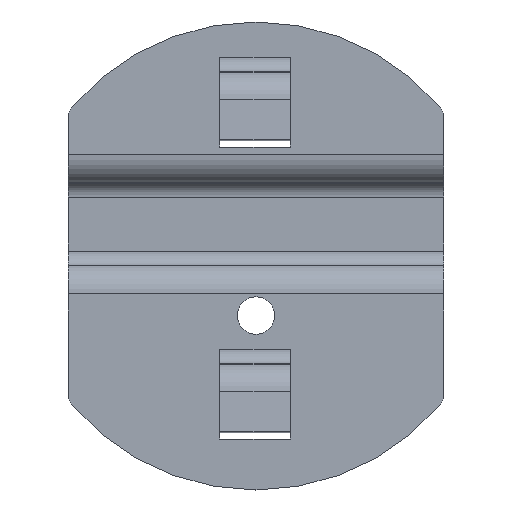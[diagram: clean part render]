
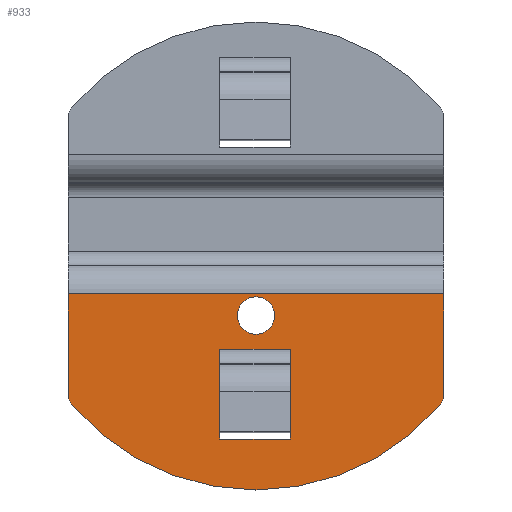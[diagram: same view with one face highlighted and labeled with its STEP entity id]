
A CAD part, front view. The second image highlights one B-rep face of the part: STEP entity #933.
In plain terms, the highlighted planar face has unit normal (0, -1, 0).
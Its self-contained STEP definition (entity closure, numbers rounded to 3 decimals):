
#239=CARTESIAN_POINT('',(-27.6,0.,-18.711));
#240=VERTEX_POINT('',#239);
#241=CARTESIAN_POINT('',(-25.1,0.,-18.711));
#242=DIRECTION('',(0.0,1.0,0.0));
#243=DIRECTION('',(1.0,0.0,0.0));
#244=AXIS2_PLACEMENT_3D('',#241,#242,#243);
#245=CIRCLE('',#244,2.5);
#246=EDGE_CURVE('',#240,#240,#245,.T.);
#503=CARTESIAN_POINT('',(-20.532,0.,-26.651));
#504=VERTEX_POINT('',#503);
#522=CARTESIAN_POINT('',(-20.532,0.,-35.199));
#523=VERTEX_POINT('',#522);
#530=CARTESIAN_POINT('',(-20.532,0.,-26.651));
#531=DIRECTION('',(0.0,0.0,-1.0));
#532=VECTOR('',#531,8.548);
#533=LINE('',#530,#532);
#534=EDGE_CURVE('',#504,#523,#533,.T.);
#546=CARTESIAN_POINT('',(-29.932,0.,-26.651));
#547=VERTEX_POINT('',#546);
#555=CARTESIAN_POINT('',(-29.932,0.,-35.199));
#556=VERTEX_POINT('',#555);
#557=CARTESIAN_POINT('',(-29.932,0.,-35.199));
#558=DIRECTION('',(0.0,0.0,1.0));
#559=VECTOR('',#558,8.548);
#560=LINE('',#557,#559);
#561=EDGE_CURVE('',#556,#547,#560,.T.);
#593=CARTESIAN_POINT('',(-20.532,0.,-35.199));
#594=DIRECTION('',(-1.0,0.0,0.0));
#595=VECTOR('',#594,9.4);
#596=LINE('',#593,#595);
#597=EDGE_CURVE('',#523,#556,#596,.T.);
#607=CARTESIAN_POINT('',(-29.932,0.,-23.187));
#608=VERTEX_POINT('',#607);
#609=CARTESIAN_POINT('',(-29.932,0.,-23.187));
#610=DIRECTION('',(0.0,0.0,-1.0));
#611=VECTOR('',#610,3.464);
#612=LINE('',#609,#611);
#613=EDGE_CURVE('',#608,#547,#612,.T.);
#730=CARTESIAN_POINT('',(-20.532,0.,-23.187));
#731=VERTEX_POINT('',#730);
#732=CARTESIAN_POINT('',(-20.532,0.,-26.651));
#733=DIRECTION('',(0.0,0.0,1.0));
#734=VECTOR('',#733,3.464);
#735=LINE('',#732,#734);
#736=EDGE_CURVE('',#504,#731,#735,.T.);
#786=CARTESIAN_POINT('',(-29.932,0.,-23.187));
#787=DIRECTION('',(1.0,0.0,0.0));
#788=VECTOR('',#787,9.4);
#789=LINE('',#786,#788);
#790=EDGE_CURVE('',#608,#731,#789,.T.);
#864=CARTESIAN_POINT('',(-25.1,0.,-27.152));
#865=DIRECTION('',(0.0,-1.0,0.0));
#866=DIRECTION('',(1.0,0.0,0.0));
#867=AXIS2_PLACEMENT_3D('',#864,#865,#866);
#868=PLANE('',#867);
#869=CARTESIAN_POINT('',(-49.727,0.,-30.583));
#870=VERTEX_POINT('',#869);
#871=CARTESIAN_POINT('',(-50.2,0.,-29.292));
#872=VERTEX_POINT('',#871);
#873=CARTESIAN_POINT('',(-48.2,0.,-29.292));
#874=DIRECTION('',(0.,1.0,0.));
#875=DIRECTION('',(-0.939,0.,-0.344));
#876=AXIS2_PLACEMENT_3D('',#873,#874,#875);
#877=CIRCLE('',#876,2.0);
#878=EDGE_CURVE('',#870,#872,#877,.T.);
#879=ORIENTED_EDGE('',*,*,#878,.F.);
#880=CARTESIAN_POINT('',(-0.473,0.,-30.583));
#881=VERTEX_POINT('',#880);
#882=CARTESIAN_POINT('',(-25.1,0.,-9.76));
#883=DIRECTION('',(0.,-1.0,0.));
#884=DIRECTION('',(0.778,0.,-0.628));
#885=AXIS2_PLACEMENT_3D('',#882,#883,#884);
#886=CIRCLE('',#885,32.25);
#887=EDGE_CURVE('',#870,#881,#886,.T.);
#888=ORIENTED_EDGE('',*,*,#887,.T.);
#889=CARTESIAN_POINT('',(0.,0.,-29.292));
#890=VERTEX_POINT('',#889);
#891=CARTESIAN_POINT('',(-2.,0.,-29.292));
#892=DIRECTION('',(0.,1.0,0.));
#893=DIRECTION('',(0.939,0.,-0.344));
#894=AXIS2_PLACEMENT_3D('',#891,#892,#893);
#895=CIRCLE('',#894,2.0);
#896=EDGE_CURVE('',#890,#881,#895,.T.);
#897=ORIENTED_EDGE('',*,*,#896,.F.);
#898=CARTESIAN_POINT('',(0.,0.,-15.811));
#899=VERTEX_POINT('',#898);
#900=CARTESIAN_POINT('',(0.,0.,-15.811));
#901=DIRECTION('',(0.0,0.0,-1.0));
#902=VECTOR('',#901,13.481);
#903=LINE('',#900,#902);
#904=EDGE_CURVE('',#899,#890,#903,.T.);
#905=ORIENTED_EDGE('',*,*,#904,.F.);
#906=CARTESIAN_POINT('',(-50.2,0.,-15.811));
#907=VERTEX_POINT('',#906);
#908=CARTESIAN_POINT('',(0.0,0.,-15.811));
#909=DIRECTION('',(-1.0,0.0,0.0));
#910=VECTOR('',#909,50.2);
#911=LINE('',#908,#910);
#912=EDGE_CURVE('',#899,#907,#911,.T.);
#913=ORIENTED_EDGE('',*,*,#912,.T.);
#914=CARTESIAN_POINT('',(-50.2,0.,-29.292));
#915=DIRECTION('',(0.0,0.0,1.0));
#916=VECTOR('',#915,13.481);
#917=LINE('',#914,#916);
#918=EDGE_CURVE('',#872,#907,#917,.T.);
#919=ORIENTED_EDGE('',*,*,#918,.F.);
#920=EDGE_LOOP('',(#879,#888,#897,#905,#913,#919));
#921=FACE_OUTER_BOUND('',#920,.T.);
#922=ORIENTED_EDGE('',*,*,#246,.T.);
#923=EDGE_LOOP('',(#922));
#924=FACE_BOUND('',#923,.T.);
#925=ORIENTED_EDGE('',*,*,#597,.T.);
#926=ORIENTED_EDGE('',*,*,#561,.T.);
#927=ORIENTED_EDGE('',*,*,#613,.F.);
#928=ORIENTED_EDGE('',*,*,#790,.T.);
#929=ORIENTED_EDGE('',*,*,#736,.F.);
#930=ORIENTED_EDGE('',*,*,#534,.T.);
#931=EDGE_LOOP('',(#925,#926,#927,#928,#929,#930));
#932=FACE_BOUND('',#931,.T.);
#933=ADVANCED_FACE('',(#921,#924,#932),#868,.T.);
